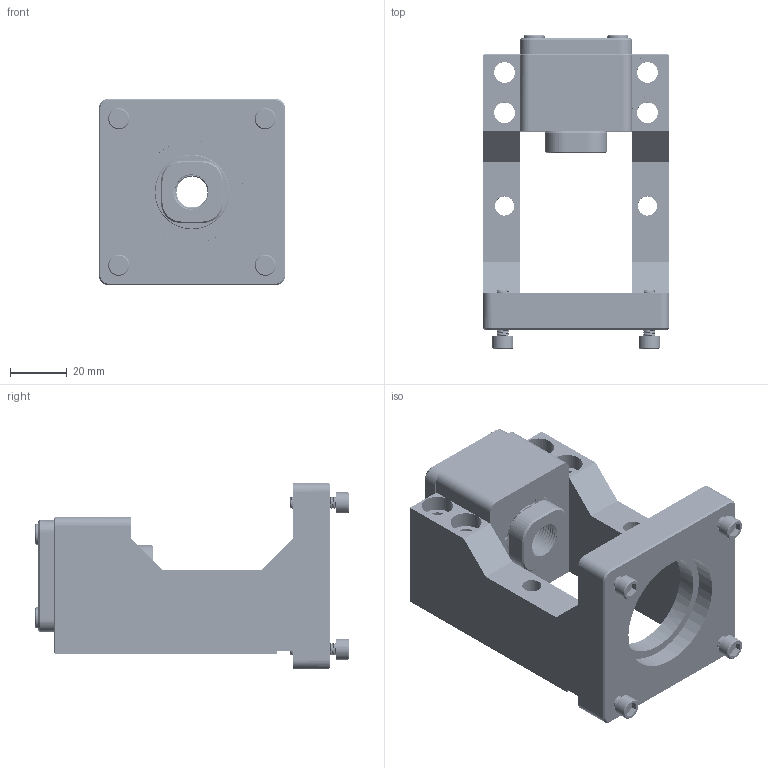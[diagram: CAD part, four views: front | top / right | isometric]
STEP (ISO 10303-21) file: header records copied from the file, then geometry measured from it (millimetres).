
FILE_DESCRIPTION(('FreeCAD Model'),'2;1');
FILE_NAME('Open CASCADE Shape Model','2025-05-09T04:55:03',('FreeCAD'),( 'FreeCAD'),'Open CASCADE STEP processor 7.6','FreeCAD','Unknown');
FILE_SCHEMA(('AUTOMOTIVE_DESIGN { 1 0 10303 214 1 1 1 1 }'));
Products named in the file (1): Open CASCADE STEP translator 7.6 1
Bounding box: 65.89 x 110.92 x 65.89 mm (x, y, z)
Volume: 162389.2 mm3; surface area: 68195.9 mm2
Topology: 71 solids, 71 shells, 1659 faces, 3425 edges, 1938 vertices
Faces by surface type: bspline 1659
Entity records: 136022 total; most frequent: CARTESIAN_POINT 114809, ORIENTED_EDGE 6838, EDGE_CURVE 3419, B_SPLINE_CURVE_WITH_KNOTS 2759, VERTEX_POINT 1954, FACE_BOUND 1777, EDGE_LOOP 1761, ADVANCED_FACE 1611
